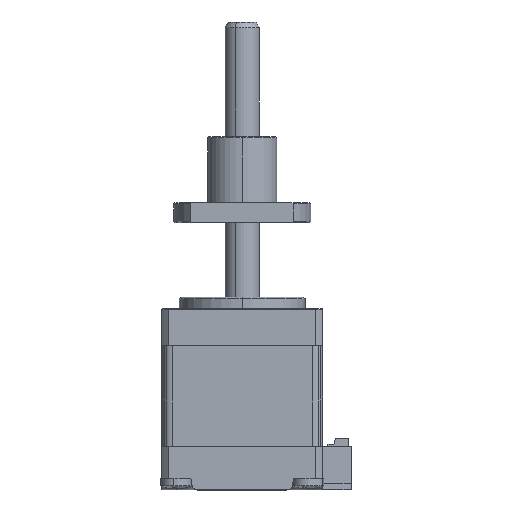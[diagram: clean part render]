
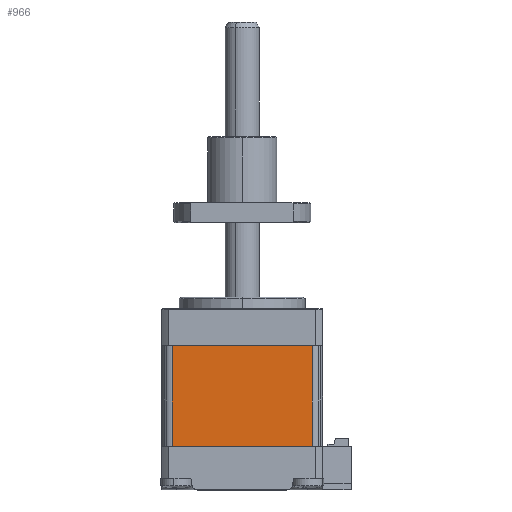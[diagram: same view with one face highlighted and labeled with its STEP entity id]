
A CAD part, top view. The second image highlights one B-rep face of the part: STEP entity #966.
In plain terms, the highlighted planar face has unit normal (0, 0, 1).
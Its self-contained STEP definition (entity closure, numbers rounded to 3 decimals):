
#447 = EDGE_CURVE ( 'NONE', #9341, #12169, #5892, .T. ) ;
#514 = FACE_OUTER_BOUND ( 'NONE', #1706, .T. ) ;
#659 = PLANE ( 'NONE',  #884 ) ;
#867 = DIRECTION ( 'NONE',  ( -1., 0., 0. ) ) ;
#884 = AXIS2_PLACEMENT_3D ( 'NONE', #8717, #2850, #10693 ) ;
#966 = ADVANCED_FACE ( 'NONE', ( #514 ), #659, .F. ) ;
#1706 = EDGE_LOOP ( 'NONE', ( #2100, #9309, #11859, #3520 ) ) ;
#1798 = EDGE_CURVE ( 'NONE', #9178, #11379, #8336, .T. ) ;
#1919 = LINE ( 'NONE', #6810, #7151 ) ;
#2100 = ORIENTED_EDGE ( 'NONE', *, *, #447, .T. ) ;
#2502 = VECTOR ( 'NONE', #867, 1000. ) ;
#2850 = DIRECTION ( 'NONE',  ( 0., 0., -1. ) ) ;
#3058 = DIRECTION ( 'NONE',  ( -1., 0., 0. ) ) ;
#3520 = ORIENTED_EDGE ( 'NONE', *, *, #4942, .T. ) ;
#4216 = CARTESIAN_POINT ( 'NONE',  ( 9.792, -9.724, 47.6 ) ) ;
#4686 = DIRECTION ( 'NONE',  ( 0., 1., 0. ) ) ;
#4777 = CARTESIAN_POINT ( 'NONE',  ( -14.703, -9.724, 47.6 ) ) ;
#4942 = EDGE_CURVE ( 'NONE', #9178, #9341, #5513, .T. ) ;
#5210 = CARTESIAN_POINT ( 'NONE',  ( -14.703, 7.776, 47.6 ) ) ;
#5513 = LINE ( 'NONE', #12460, #10104 ) ;
#5892 = LINE ( 'NONE', #6902, #10968 ) ;
#6810 = CARTESIAN_POINT ( 'NONE',  ( -14.703, -9.724, 47.6 ) ) ;
#6902 = CARTESIAN_POINT ( 'NONE',  ( -14.703, 7.776, 47.6 ) ) ;
#7151 = VECTOR ( 'NONE', #12673, 1000. ) ;
#8336 = LINE ( 'NONE', #4777, #2502 ) ;
#8717 = CARTESIAN_POINT ( 'NONE',  ( -14.703, -9.724, 47.6 ) ) ;
#8979 = EDGE_CURVE ( 'NONE', #11379, #12169, #1919, .T. ) ;
#9178 = VERTEX_POINT ( 'NONE', #4216 ) ;
#9309 = ORIENTED_EDGE ( 'NONE', *, *, #8979, .F. ) ;
#9341 = VERTEX_POINT ( 'NONE', #12366 ) ;
#10104 = VECTOR ( 'NONE', #4686, 1000. ) ;
#10693 = DIRECTION ( 'NONE',  ( 0., 1., 0. ) ) ;
#10968 = VECTOR ( 'NONE', #3058, 1000. ) ;
#11379 = VERTEX_POINT ( 'NONE', #12567 ) ;
#11859 = ORIENTED_EDGE ( 'NONE', *, *, #1798, .F. ) ;
#12169 = VERTEX_POINT ( 'NONE', #5210 ) ;
#12366 = CARTESIAN_POINT ( 'NONE',  ( 9.792, 7.776, 47.6 ) ) ;
#12460 = CARTESIAN_POINT ( 'NONE',  ( 9.792, -9.724, 47.6 ) ) ;
#12567 = CARTESIAN_POINT ( 'NONE',  ( -14.703, -9.724, 47.6 ) ) ;
#12673 = DIRECTION ( 'NONE',  ( 0., 1., 0. ) ) ;
